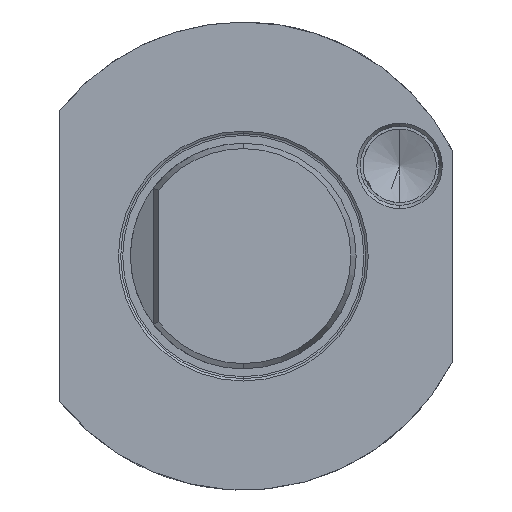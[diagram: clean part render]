
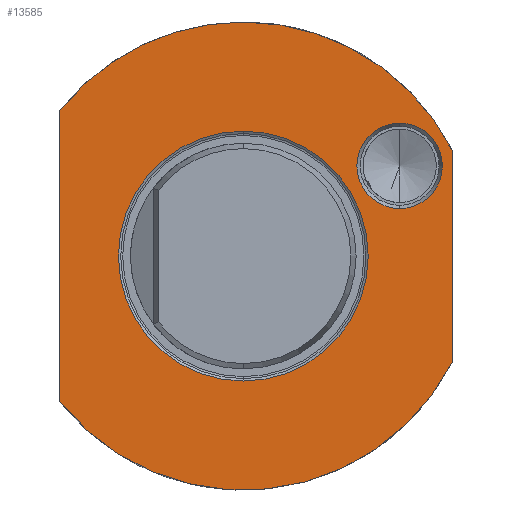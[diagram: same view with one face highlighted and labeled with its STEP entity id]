
A CAD part, left-side view. The second image highlights one B-rep face of the part: STEP entity #13585.
In plain terms, the highlighted planar face has unit normal (-1, 0, 0).
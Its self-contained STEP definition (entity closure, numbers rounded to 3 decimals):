
#215 = LINE ( 'NONE', #5097, #14219 ) ;
#303 = VERTEX_POINT ( 'NONE', #12818 ) ;
#352 = AXIS2_PLACEMENT_3D ( 'NONE', #11932, #5278, #7486 ) ;
#549 = VECTOR ( 'NONE', #10511, 1000. ) ;
#555 = DIRECTION ( 'NONE',  ( 0., 0., 1. ) ) ;
#742 = AXIS2_PLACEMENT_3D ( 'NONE', #10494, #13708, #12648 ) ;
#875 = CIRCLE ( 'NONE', #9671, 41.5 ) ;
#1207 = CARTESIAN_POINT ( 'NONE',  ( 0., 0., 22.15 ) ) ;
#1503 = CARTESIAN_POINT ( 'NONE',  ( 0., 32.5, 0. ) ) ;
#1598 = FACE_BOUND ( 'NONE', #3717, .T. ) ;
#1813 = ORIENTED_EDGE ( 'NONE', *, *, #9174, .T. ) ;
#2141 = DIRECTION ( 'NONE',  ( 0., 0., -1. ) ) ;
#2301 = FACE_OUTER_BOUND ( 'NONE', #11068, .T. ) ;
#2470 = CARTESIAN_POINT ( 'NONE',  ( 0., -27.713, 16. ) ) ;
#3312 = ORIENTED_EDGE ( 'NONE', *, *, #14281, .T. ) ;
#3422 = EDGE_CURVE ( 'NONE', #11684, #14164, #12606, .T. ) ;
#3498 = AXIS2_PLACEMENT_3D ( 'NONE', #2470, #11444, #6975 ) ;
#3717 = EDGE_LOOP ( 'NONE', ( #13355, #8085 ) ) ;
#3750 = DIRECTION ( 'NONE',  ( -1., 0., 0. ) ) ;
#3852 = VERTEX_POINT ( 'NONE', #4983 ) ;
#4555 = CARTESIAN_POINT ( 'NONE',  ( 0., -27.713, 23.577 ) ) ;
#4917 = PLANE ( 'NONE',  #12786 ) ;
#4933 = DIRECTION ( 'NONE',  ( -1., 0., 0. ) ) ;
#4983 = CARTESIAN_POINT ( 'NONE',  ( 0., -37., -18.795 ) ) ;
#5097 = CARTESIAN_POINT ( 'NONE',  ( 0., -37., -41.5 ) ) ;
#5156 = CARTESIAN_POINT ( 'NONE',  ( 0., -27.713, 8.423 ) ) ;
#5278 = DIRECTION ( 'NONE',  ( -1., 0., 0. ) ) ;
#5793 = ORIENTED_EDGE ( 'NONE', *, *, #8048, .T. ) ;
#5877 = ORIENTED_EDGE ( 'NONE', *, *, #12809, .T. ) ;
#6273 = DIRECTION ( 'NONE',  ( -1., 0., 0. ) ) ;
#6284 = EDGE_CURVE ( 'NONE', #14164, #13216, #11806, .T. ) ;
#6306 = CIRCLE ( 'NONE', #742, 41.5 ) ;
#6321 = DIRECTION ( 'NONE',  ( 0., 0., 1. ) ) ;
#6487 = DIRECTION ( 'NONE',  ( 0., 0., -1. ) ) ;
#6808 = FACE_BOUND ( 'NONE', #8625, .T. ) ;
#6836 = ORIENTED_EDGE ( 'NONE', *, *, #6284, .T. ) ;
#6975 = DIRECTION ( 'NONE',  ( 0., 0., -1. ) ) ;
#7012 = DIRECTION ( 'NONE',  ( 0., 0., 1. ) ) ;
#7174 = ORIENTED_EDGE ( 'NONE', *, *, #3422, .T. ) ;
#7305 = DIRECTION ( 'NONE',  ( 0., 0., 1. ) ) ;
#7486 = DIRECTION ( 'NONE',  ( 0., 0., 1. ) ) ;
#7613 = CIRCLE ( 'NONE', #13007, 22.15 ) ;
#7658 = DIRECTION ( 'NONE',  ( 1., 0., 0. ) ) ;
#8048 = EDGE_CURVE ( 'NONE', #11360, #8968, #14304, .T. ) ;
#8085 = ORIENTED_EDGE ( 'NONE', *, *, #10613, .F. ) ;
#8271 = CARTESIAN_POINT ( 'NONE',  ( 0., 0., 0. ) ) ;
#8376 = CARTESIAN_POINT ( 'NONE',  ( 0., 0., 0. ) ) ;
#8625 = EDGE_LOOP ( 'NONE', ( #11209, #5793 ) ) ;
#8789 = DIRECTION ( 'NONE',  ( 1., 0., 0. ) ) ;
#8968 = VERTEX_POINT ( 'NONE', #4555 ) ;
#9174 = EDGE_CURVE ( 'NONE', #3852, #303, #215, .T. ) ;
#9232 = EDGE_CURVE ( 'NONE', #9530, #14336, #7613, .T. ) ;
#9530 = VERTEX_POINT ( 'NONE', #1207 ) ;
#9671 = AXIS2_PLACEMENT_3D ( 'NONE', #8271, #4933, #555 ) ;
#9754 = CIRCLE ( 'NONE', #13189, 7.577 ) ;
#9900 = CARTESIAN_POINT ( 'NONE',  ( 0., -27.713, 16. ) ) ;
#10458 = EDGE_CURVE ( 'NONE', #8968, #11360, #9754, .T. ) ;
#10494 = CARTESIAN_POINT ( 'NONE',  ( 0., 0., 0. ) ) ;
#10511 = DIRECTION ( 'NONE',  ( 0., 0., -1. ) ) ;
#10613 = EDGE_CURVE ( 'NONE', #14336, #9530, #11879, .T. ) ;
#11068 = EDGE_LOOP ( 'NONE', ( #5877, #1813, #3312, #7174, #6836 ) ) ;
#11209 = ORIENTED_EDGE ( 'NONE', *, *, #10458, .T. ) ;
#11360 = VERTEX_POINT ( 'NONE', #5156 ) ;
#11444 = DIRECTION ( 'NONE',  ( 1., 0., 0. ) ) ;
#11684 = VERTEX_POINT ( 'NONE', #12519 ) ;
#11806 = LINE ( 'NONE', #1503, #549 ) ;
#11879 = CIRCLE ( 'NONE', #13954, 22.15 ) ;
#11932 = CARTESIAN_POINT ( 'NONE',  ( 0., 0., 0. ) ) ;
#12519 = CARTESIAN_POINT ( 'NONE',  ( 0., 0., 41.5 ) ) ;
#12606 = CIRCLE ( 'NONE', #352, 41.5 ) ;
#12648 = DIRECTION ( 'NONE',  ( 0., 0., 1. ) ) ;
#12786 = AXIS2_PLACEMENT_3D ( 'NONE', #14302, #7658, #2141 ) ;
#12809 = EDGE_CURVE ( 'NONE', #13216, #3852, #875, .T. ) ;
#12818 = CARTESIAN_POINT ( 'NONE',  ( 0., -37., 18.795 ) ) ;
#13007 = AXIS2_PLACEMENT_3D ( 'NONE', #8376, #6273, #7305 ) ;
#13189 = AXIS2_PLACEMENT_3D ( 'NONE', #9900, #8789, #6487 ) ;
#13216 = VERTEX_POINT ( 'NONE', #13393 ) ;
#13355 = ORIENTED_EDGE ( 'NONE', *, *, #9232, .F. ) ;
#13393 = CARTESIAN_POINT ( 'NONE',  ( 0., 32.5, -25.807 ) ) ;
#13511 = CARTESIAN_POINT ( 'NONE',  ( 0., 32.5, 25.807 ) ) ;
#13585 = ADVANCED_FACE ( 'NONE', ( #6808, #1598, #2301 ), #4917, .F. ) ;
#13640 = CARTESIAN_POINT ( 'NONE',  ( 0., 0., 0. ) ) ;
#13708 = DIRECTION ( 'NONE',  ( -1., 0., 0. ) ) ;
#13858 = CARTESIAN_POINT ( 'NONE',  ( 0., 0., -22.15 ) ) ;
#13954 = AXIS2_PLACEMENT_3D ( 'NONE', #13640, #3750, #7012 ) ;
#14164 = VERTEX_POINT ( 'NONE', #13511 ) ;
#14219 = VECTOR ( 'NONE', #6321, 1000. ) ;
#14281 = EDGE_CURVE ( 'NONE', #303, #11684, #6306, .T. ) ;
#14302 = CARTESIAN_POINT ( 'NONE',  ( 0., 22.15, 0. ) ) ;
#14304 = CIRCLE ( 'NONE', #3498, 7.577 ) ;
#14336 = VERTEX_POINT ( 'NONE', #13858 ) ;
